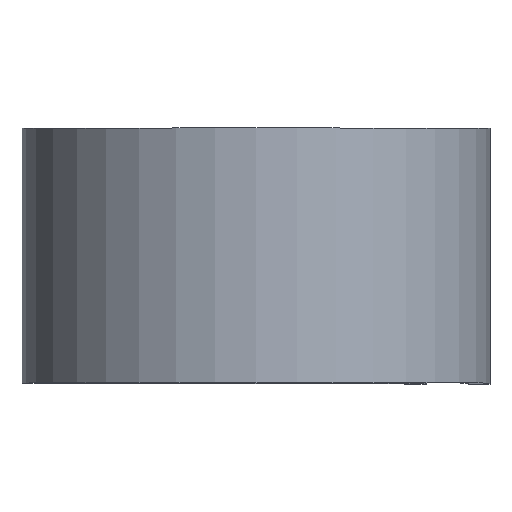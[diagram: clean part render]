
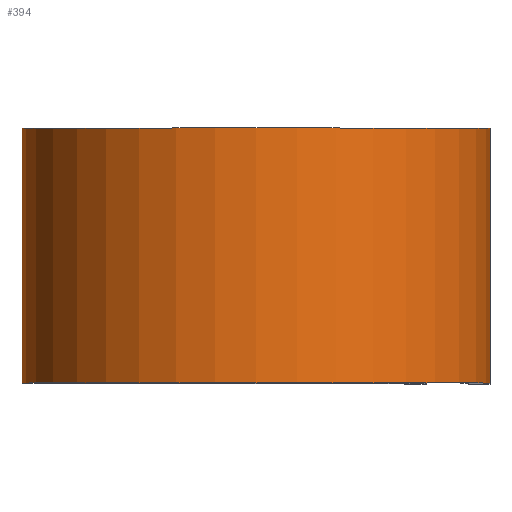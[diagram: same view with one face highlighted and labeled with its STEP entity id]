
A CAD part, top view. The second image highlights one B-rep face of the part: STEP entity #394.
In plain terms, the highlighted cylindrical face has radius 8.75 mm (diameter 17.501 mm), a partial arc.
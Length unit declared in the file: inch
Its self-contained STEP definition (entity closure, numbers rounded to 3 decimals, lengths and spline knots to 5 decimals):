
#10 = VERTEX_POINT ( 'NONE', #221 ) ;
#19 = ORIENTED_EDGE ( 'NONE', *, *, #586, .T. ) ;
#30 = DIRECTION ( 'NONE',  ( 0., -1., 0. ) ) ;
#58 = ORIENTED_EDGE ( 'NONE', *, *, #194, .F. ) ;
#59 = EDGE_CURVE ( 'NONE', #575, #483, #537, .T. ) ;
#120 = CARTESIAN_POINT ( 'NONE',  ( 0.3445, 0.1875, 0. ) ) ;
#125 = DIRECTION ( 'NONE',  ( 1., 0., 0. ) ) ;
#154 = CARTESIAN_POINT ( 'NONE',  ( 0.3445, -0.1875, 0. ) ) ;
#160 = DIRECTION ( 'NONE',  ( 0., 0., -1. ) ) ;
#172 = AXIS2_PLACEMENT_3D ( 'NONE', #318, #448, #160 ) ;
#194 = EDGE_CURVE ( 'NONE', #362, #10, #310, .T. ) ;
#198 = VECTOR ( 'NONE', #288, 39.37008 ) ;
#208 = FACE_OUTER_BOUND ( 'NONE', #519, .T. ) ;
#221 = CARTESIAN_POINT ( 'NONE',  ( 0.3445, 0.1875, 0. ) ) ;
#252 = AXIS2_PLACEMENT_3D ( 'NONE', #578, #389, #125 ) ;
#264 = CYLINDRICAL_SURFACE ( 'NONE', #172, 0.3445 ) ;
#288 = DIRECTION ( 'NONE',  ( 0., -1., 0. ) ) ;
#310 = CIRCLE ( 'NONE', #252, 0.3445 ) ;
#318 = CARTESIAN_POINT ( 'NONE',  ( 0., 0.1875, 0. ) ) ;
#362 = VERTEX_POINT ( 'NONE', #470 ) ;
#387 = VECTOR ( 'NONE', #30, 39.37008 ) ;
#388 = AXIS2_PLACEMENT_3D ( 'NONE', #491, #557, #462 ) ;
#389 = DIRECTION ( 'NONE',  ( 0., 1., 0. ) ) ;
#394 = ADVANCED_FACE ( 'NONE', ( #208 ), #264, .T. ) ;
#415 = CARTESIAN_POINT ( 'NONE',  ( 0., 0.1875, -0.3445 ) ) ;
#429 = LINE ( 'NONE', #120, #198 ) ;
#442 = ORIENTED_EDGE ( 'NONE', *, *, #59, .T. ) ;
#448 = DIRECTION ( 'NONE',  ( 0., -1., 0. ) ) ;
#462 = DIRECTION ( 'NONE',  ( 1., 0., 0. ) ) ;
#470 = CARTESIAN_POINT ( 'NONE',  ( 0., 0.1875, -0.3445 ) ) ;
#483 = VERTEX_POINT ( 'NONE', #154 ) ;
#491 = CARTESIAN_POINT ( 'NONE',  ( 0., -0.1875, 0. ) ) ;
#509 = ORIENTED_EDGE ( 'NONE', *, *, #579, .F. ) ;
#519 = EDGE_LOOP ( 'NONE', ( #442, #509, #58, #19 ) ) ;
#537 = CIRCLE ( 'NONE', #388, 0.3445 ) ;
#557 = DIRECTION ( 'NONE',  ( 0., 1., 0. ) ) ;
#562 = LINE ( 'NONE', #415, #387 ) ;
#572 = CARTESIAN_POINT ( 'NONE',  ( 0., -0.1875, -0.3445 ) ) ;
#575 = VERTEX_POINT ( 'NONE', #572 ) ;
#578 = CARTESIAN_POINT ( 'NONE',  ( 0., 0.1875, 0. ) ) ;
#579 = EDGE_CURVE ( 'NONE', #10, #483, #429, .T. ) ;
#586 = EDGE_CURVE ( 'NONE', #362, #575, #562, .T. ) ;
